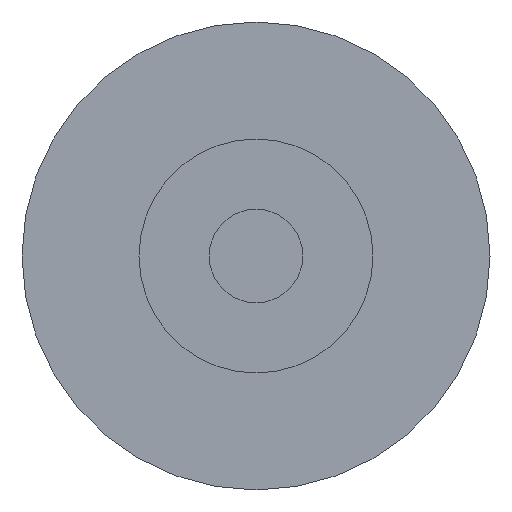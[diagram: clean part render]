
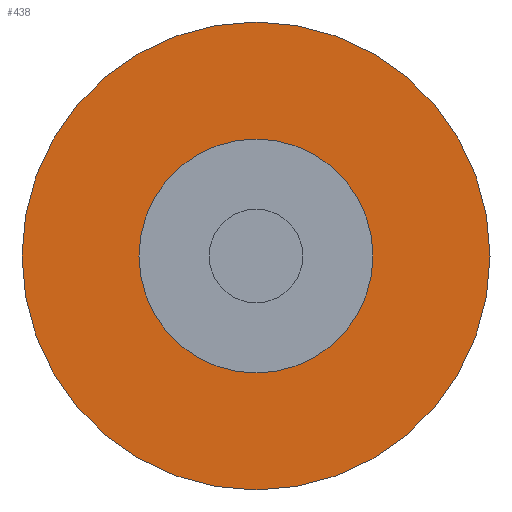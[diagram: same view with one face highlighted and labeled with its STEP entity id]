
A CAD part, left-side view. The second image highlights one B-rep face of the part: STEP entity #438.
In plain terms, the highlighted planar face has unit normal (-1, 0, 0).
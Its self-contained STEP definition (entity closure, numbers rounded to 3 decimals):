
#3 = CIRCLE ( 'NONE', #390, 10. ) ;
#16 = DIRECTION ( 'NONE',  ( 0., 0., 1. ) ) ;
#45 = EDGE_CURVE ( 'NONE', #463, #307, #3, .T. ) ;
#56 = DIRECTION ( 'NONE',  ( 0., 0., 1. ) ) ;
#65 = PLANE ( 'NONE',  #240 ) ;
#69 = VERTEX_POINT ( 'NONE', #211 ) ;
#70 = AXIS2_PLACEMENT_3D ( 'NONE', #114, #308, #416 ) ;
#76 = DIRECTION ( 'NONE',  ( -1., 0., 0. ) ) ;
#86 = VERTEX_POINT ( 'NONE', #159 ) ;
#94 = AXIS2_PLACEMENT_3D ( 'NONE', #371, #404, #16 ) ;
#99 = FACE_OUTER_BOUND ( 'NONE', #117, .T. ) ;
#114 = CARTESIAN_POINT ( 'NONE',  ( -222.5, 0., 0. ) ) ;
#115 = EDGE_CURVE ( 'NONE', #86, #69, #379, .T. ) ;
#117 = EDGE_LOOP ( 'NONE', ( #212, #432 ) ) ;
#147 = CARTESIAN_POINT ( 'NONE',  ( -222.5, 0., 0. ) ) ;
#149 = DIRECTION ( 'NONE',  ( 0., 0., 1. ) ) ;
#159 = CARTESIAN_POINT ( 'NONE',  ( -222.5, 0., -20. ) ) ;
#164 = DIRECTION ( 'NONE',  ( 0., 0., 1. ) ) ;
#209 = CARTESIAN_POINT ( 'NONE',  ( -222.5, 0., 0. ) ) ;
#211 = CARTESIAN_POINT ( 'NONE',  ( -222.5, 0., 20. ) ) ;
#212 = ORIENTED_EDGE ( 'NONE', *, *, #302, .F. ) ;
#240 = AXIS2_PLACEMENT_3D ( 'NONE', #147, #76, #149 ) ;
#255 = ORIENTED_EDGE ( 'NONE', *, *, #466, .T. ) ;
#271 = EDGE_LOOP ( 'NONE', ( #255, #468 ) ) ;
#302 = EDGE_CURVE ( 'NONE', #69, #86, #354, .T. ) ;
#303 = DIRECTION ( 'NONE',  ( 1., 0., 0. ) ) ;
#307 = VERTEX_POINT ( 'NONE', #442 ) ;
#308 = DIRECTION ( 'NONE',  ( 1., 0., 0. ) ) ;
#339 = CARTESIAN_POINT ( 'NONE',  ( -222.5, 0., 0. ) ) ;
#354 = CIRCLE ( 'NONE', #474, 20. ) ;
#361 = FACE_BOUND ( 'NONE', #271, .T. ) ;
#371 = CARTESIAN_POINT ( 'NONE',  ( -222.5, 0., 0. ) ) ;
#379 = CIRCLE ( 'NONE', #94, 20. ) ;
#390 = AXIS2_PLACEMENT_3D ( 'NONE', #209, #394, #164 ) ;
#394 = DIRECTION ( 'NONE',  ( 1., 0., 0. ) ) ;
#404 = DIRECTION ( 'NONE',  ( 1., 0., 0. ) ) ;
#416 = DIRECTION ( 'NONE',  ( 0., 0., 1. ) ) ;
#432 = ORIENTED_EDGE ( 'NONE', *, *, #115, .F. ) ;
#433 = CIRCLE ( 'NONE', #70, 10. ) ;
#438 = ADVANCED_FACE ( 'NONE', ( #361, #99 ), #65, .T. ) ;
#442 = CARTESIAN_POINT ( 'NONE',  ( -222.5, 0., 10. ) ) ;
#463 = VERTEX_POINT ( 'NONE', #483 ) ;
#466 = EDGE_CURVE ( 'NONE', #307, #463, #433, .T. ) ;
#468 = ORIENTED_EDGE ( 'NONE', *, *, #45, .T. ) ;
#474 = AXIS2_PLACEMENT_3D ( 'NONE', #339, #303, #56 ) ;
#483 = CARTESIAN_POINT ( 'NONE',  ( -222.5, 0., -10. ) ) ;
